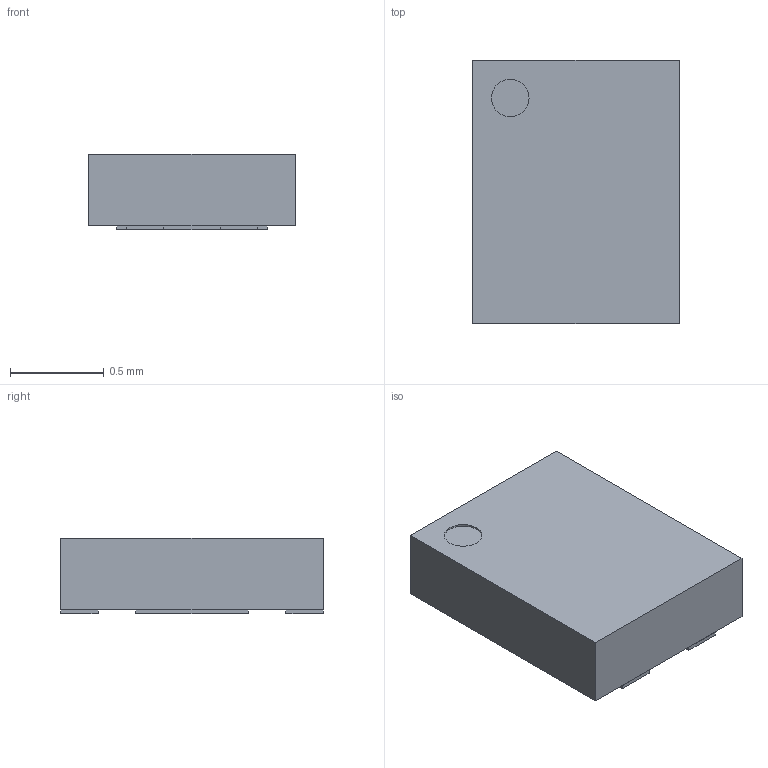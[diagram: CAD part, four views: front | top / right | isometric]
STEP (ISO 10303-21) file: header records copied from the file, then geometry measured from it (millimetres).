
FILE_DESCRIPTION(/* description */ (''),/* implementation_level */ '2;1');
FILE_NAME(/* name */ 'X2SON-4 v2.step',/* time_stamp */ '2018-11-19T00:32:10+00:00',/* author */ ('eric.n.tech'),/* organization */ (''),/* preprocessor_version */ 'ST-DEVELOPER v17.2',/* originating_system */ 'Autodesk Translation Framework v7.6.0.251',/* authorisation */ '');
FILE_SCHEMA (('AUTOMOTIVE_DESIGN { 1 0 10303 214 3 1 1 }'));
Length unit declared in the file: millimetre
Products named in the file (1): X2SON-4
Bounding box: 1.1 x 1.4 x 0.4 mm (x, y, z)
Volume: 0.6 mm3; surface area: 6.4 mm2
Topology: 6 solids, 6 shells, 38 faces, 75 edges, 50 vertices
Faces by surface type: plane 37, cylinder 1
Full cylindrical faces by diameter (mm): 0.2 x1
Entity records: 1011 total; most frequent: CARTESIAN_POINT 164, DIRECTION 155, ORIENTED_EDGE 150, EDGE_CURVE 75, LINE 73, VECTOR 73, VERTEX_POINT 50, AXIS2_PLACEMENT_3D 41
